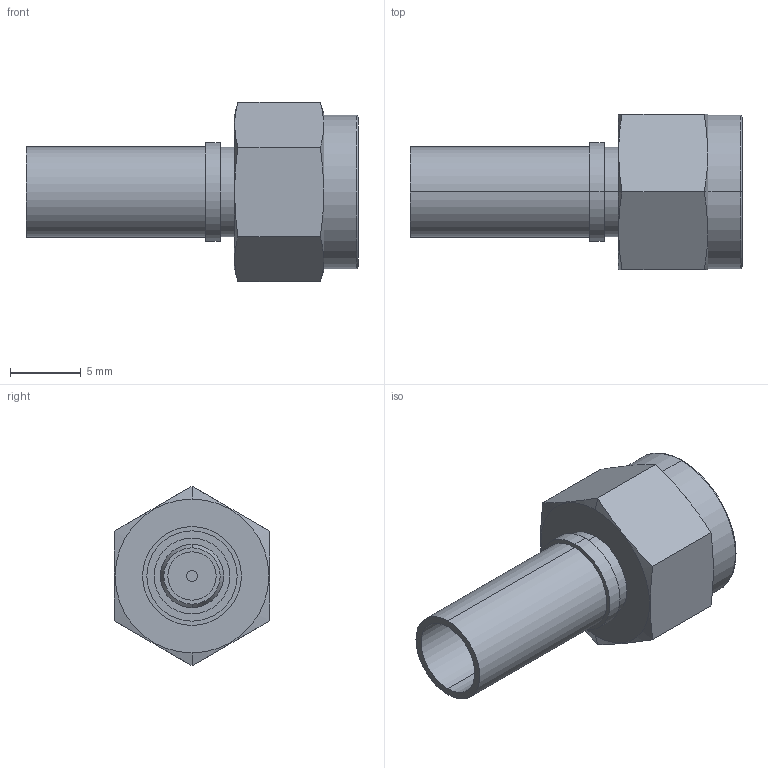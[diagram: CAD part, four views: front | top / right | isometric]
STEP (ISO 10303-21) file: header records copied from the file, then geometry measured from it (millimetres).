
FILE_DESCRIPTION (( 'STEP AP203' ), '1' );
FILE_NAME ('AWM-1700.STEP', '2010-11-10T20:41:24', ( 'x' ), ( 'Microsoft' ), 'SwSTEP 2.0', 'SolidWorks 2010', '' );
FILE_SCHEMA (( 'CONFIG_CONTROL_DESIGN' ));
Length unit declared in the file: inch
Products named in the file (4): AWM-1700-MA2; AWM-1700; AWM-1700-MA1
Assembly tree (3 placements, depth 2):
  AWM-1700
    AWM-1700-MA2
    AWM-1700
    AWM-1700-MA1
Bounding box: 23.55 x 11.02 x 12.73 mm (x, y, z)
Volume: 913.8 mm3; surface area: 1598.7 mm2
Topology: 3 solids, 3 shells, 108 faces, 225 edges, 130 vertices
Faces by surface type: cylinder 44, cone 34, plane 22, torus 6, sphere 2
Entity records: 3324 total; most frequent: CARTESIAN_POINT 565, DIRECTION 552, ORIENTED_EDGE 442, AXIS2_PLACEMENT_3D 233, EDGE_CURVE 221, VERTEX_POINT 128, EDGE_LOOP 123, CIRCLE 119
